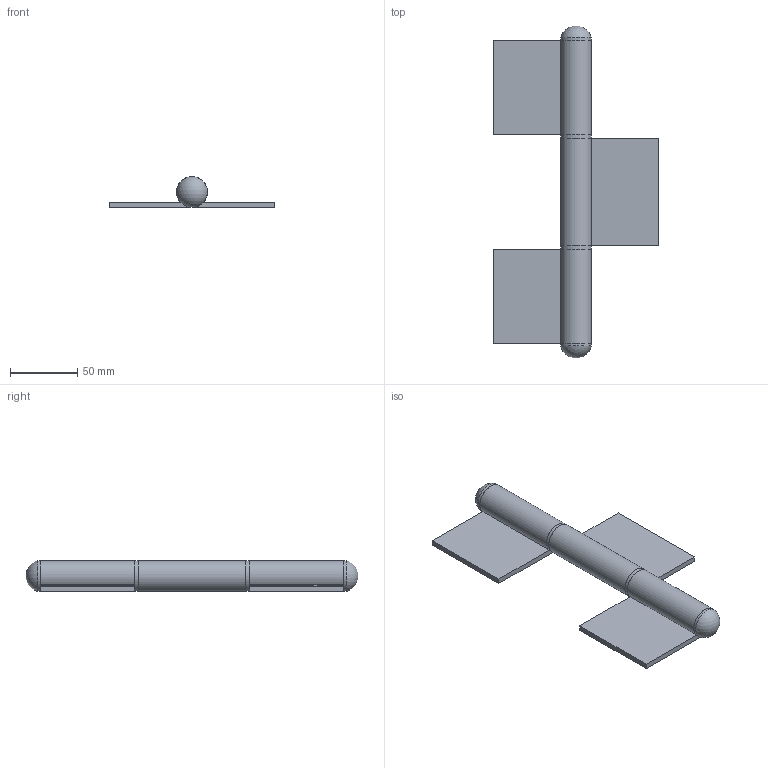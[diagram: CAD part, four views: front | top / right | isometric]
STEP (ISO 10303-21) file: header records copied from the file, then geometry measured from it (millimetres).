
FILE_DESCRIPTION (( 'STEP AP203' ), '1' );
FILE_NAME ('550-220.step', '2022-03-28T07:48:35', ( '' ), ( '' ), 'SwSTEP 2.0', 'SolidWorks 2018', '' );
FILE_SCHEMA (( 'CONFIG_CONTROL_DESIGN' ));
Length unit declared in the file: millimetre
Products named in the file (6): 550-220; 550-2xx Teil1_550-220 Teil2; 550-2xx Teil4_550-220 Teil4; 550-2xx Teil3_550-220 Teil3; DIN 125 M4-M20_DIN125 M14; 550-2xx Teil1_550-220 Teil1
Assembly tree (7 placements, depth 2):
  550-220
    550-2xx Teil3_550-220 Teil3
    550-2xx Teil1_550-220 Teil1  x2
    550-2xx Teil1_550-220 Teil2
    DIN 125 M4-M20_DIN125 M14  x2
    550-2xx Teil4_550-220 Teil4
Bounding box: 122.99 x 246.83 x 23 mm (x, y, z)
Volume: 138562.7 mm3; surface area: 67125.2 mm2
Topology: 7 solids, 7 shells, 239 faces, 608 edges, 405 vertices
Faces by surface type: plane 128, bspline 94, cylinder 14, sphere 2, cone 1
Full cylindrical faces by diameter (mm): 13.75 x2, 15 x2, 23 x4
Entity records: 12856 total; most frequent: CARTESIAN_POINT 7281, ORIENTED_EDGE 1154, DIRECTION 696, EDGE_CURVE 577, VERTEX_POINT 389, VECTOR 368, LINE 368, EDGE_LOOP 258
